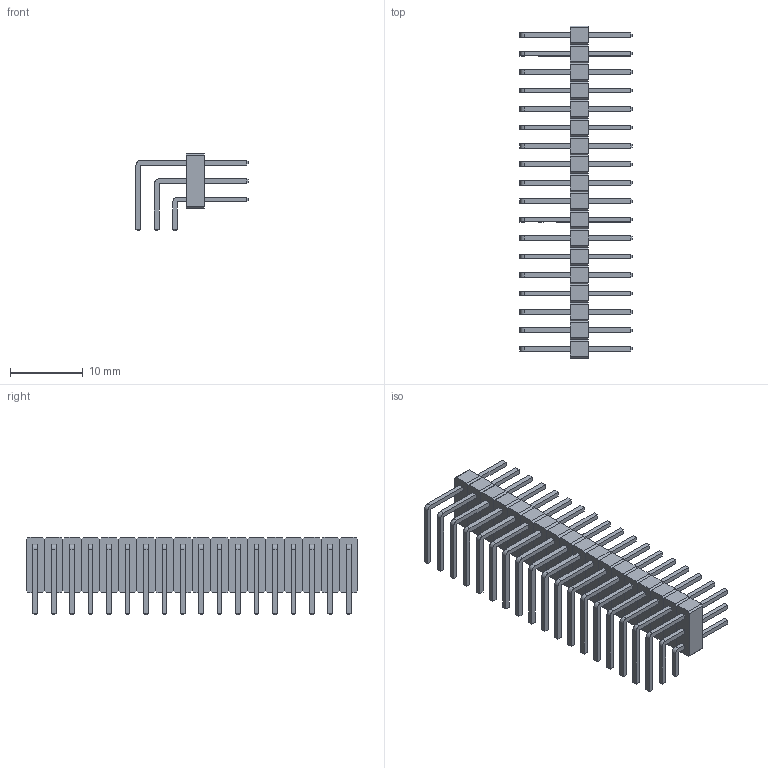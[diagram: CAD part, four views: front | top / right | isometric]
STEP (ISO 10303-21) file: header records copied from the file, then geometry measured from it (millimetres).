
FILE_DESCRIPTION(('FreeCAD Model'),'2;1');
FILE_NAME('Open CASCADE Shape Model','2022-01-07T04:52:44',( 'kicad StepUp'),('ksu MCAD'),'Open CASCADE STEP processor 7.5', 'FreeCAD','Unknown');
FILE_SCHEMA(('AUTOMOTIVE_DESIGN { 1 0 10303 214 1 1 1 1 }'));
Length unit declared in the file: millimetre
Products named in the file (1): PinHeader_3x18_P2.54mm_Horizontal
Bounding box: 15.44 x 45.72 x 10.62 mm (x, y, z)
Volume: 1245.7 mm3; surface area: 4576.1 mm2
Topology: 72 solids, 72 shells, 1314 faces, 3078 edges, 1908 vertices
Faces by surface type: plane 1260, cylinder 54
Entity records: 46209 total; most frequent: CARTESIAN_POINT 6301, ORIENTED_EDGE 6156, DIRECTION 5816, EDGE_CURVE 3078, LINE 2970, VECTOR 2970, VERTEX_POINT 1908, AXIS2_PLACEMENT_3D 1423
